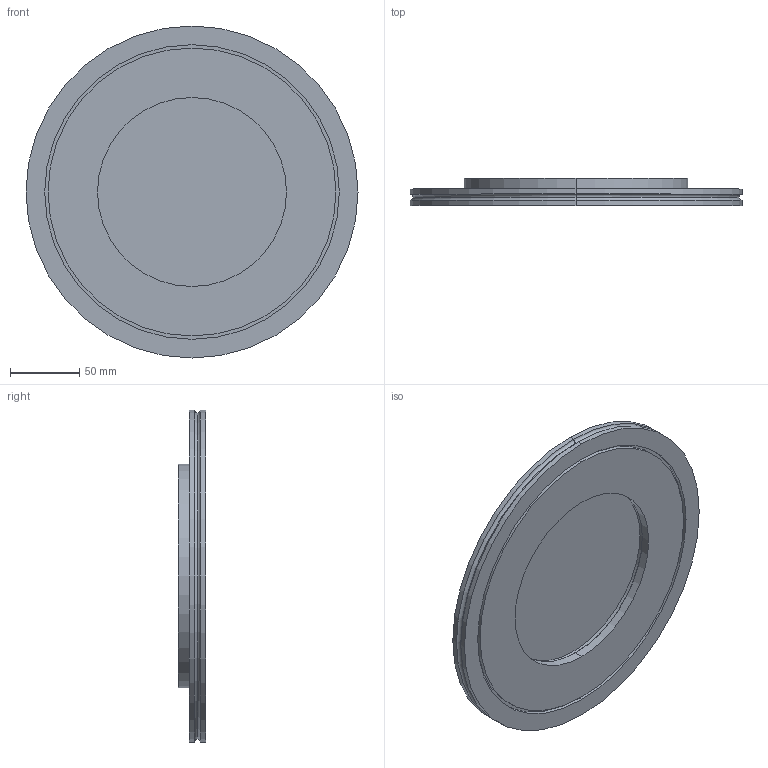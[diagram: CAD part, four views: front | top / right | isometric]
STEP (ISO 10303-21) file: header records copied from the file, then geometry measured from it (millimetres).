
FILE_DESCRIPTION (( 'STEP AP203' ), '1' );
FILE_NAME ('A4351-1-ISO.STEP', '2019-06-21T12:35:12', ( '' ), ( '' ), 'SwSTEP 2.0', 'SolidWorks 2019', '' );
FILE_SCHEMA (( 'CONFIG_CONTROL_DESIGN' ));
Length unit declared in the file: inch
Products named in the file (1): A4351-1-ISO
Bounding box: 240.03 x 19.68 x 240.03 mm (x, y, z)
Volume: 526514.9 mm3; surface area: 137389.4 mm2
Topology: 2 solids, 2 shells, 43 faces, 84 edges, 52 vertices
Faces by surface type: cylinder 22, plane 11, torus 6, cone 4
Entity records: 1201 total; most frequent: DIRECTION 230, CARTESIAN_POINT 180, ORIENTED_EDGE 168, AXIS2_PLACEMENT_3D 102, EDGE_CURVE 84, CIRCLE 58, VERTEX_POINT 52, EDGE_LOOP 52
